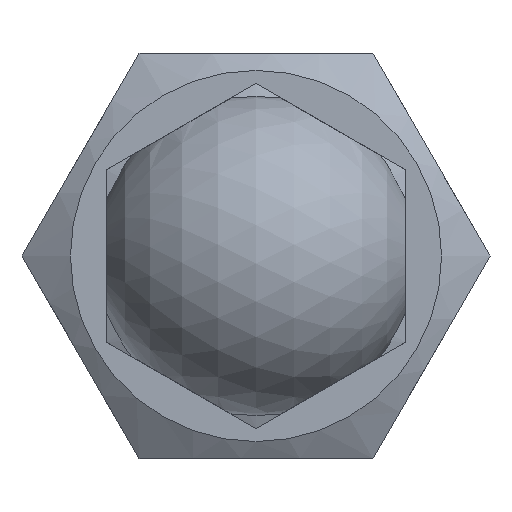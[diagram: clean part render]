
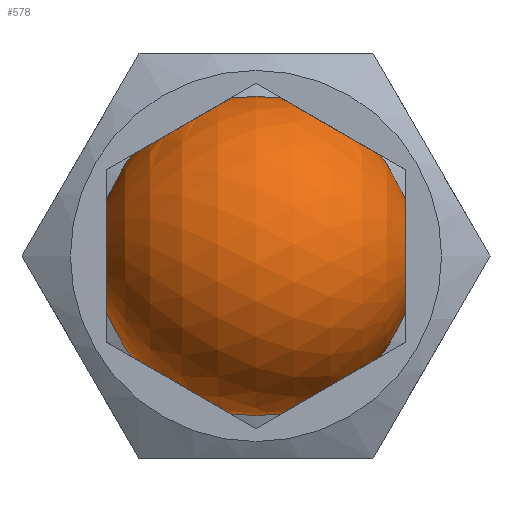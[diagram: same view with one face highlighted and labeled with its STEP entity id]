
A CAD part, front view. The second image highlights one B-rep face of the part: STEP entity #578.
In plain terms, the highlighted spherical face has radius 7.5 mm.
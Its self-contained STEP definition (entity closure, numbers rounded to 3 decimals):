
#134=SPHERICAL_SURFACE('',#623,7.5);
#136=FACE_BOUND('',#225,.T.);
#137=FACE_BOUND('',#226,.T.);
#138=FACE_BOUND('',#227,.T.);
#139=FACE_BOUND('',#228,.T.);
#140=FACE_BOUND('',#229,.T.);
#141=FACE_BOUND('',#230,.T.);
#157=CIRCLE('',#624,2.693);
#158=CIRCLE('',#625,6.);
#159=CIRCLE('',#626,2.693);
#160=CIRCLE('',#627,2.693);
#161=CIRCLE('',#628,2.693);
#162=CIRCLE('',#629,2.693);
#163=CIRCLE('',#630,2.693);
#182=FACE_OUTER_BOUND('',#224,.T.);
#224=EDGE_LOOP('',(#425));
#225=EDGE_LOOP('',(#426));
#226=EDGE_LOOP('',(#427));
#227=EDGE_LOOP('',(#428));
#228=EDGE_LOOP('',(#429));
#229=EDGE_LOOP('',(#430));
#230=EDGE_LOOP('',(#431));
#289=VERTEX_POINT('',#1028);
#290=VERTEX_POINT('',#1030);
#291=VERTEX_POINT('',#1032);
#292=VERTEX_POINT('',#1034);
#293=VERTEX_POINT('',#1036);
#294=VERTEX_POINT('',#1038);
#295=VERTEX_POINT('',#1040);
#348=EDGE_CURVE('',#289,#289,#157,.T.);
#349=EDGE_CURVE('',#290,#290,#158,.T.);
#350=EDGE_CURVE('',#291,#291,#159,.T.);
#351=EDGE_CURVE('',#292,#292,#160,.T.);
#352=EDGE_CURVE('',#293,#293,#161,.T.);
#353=EDGE_CURVE('',#294,#294,#162,.T.);
#354=EDGE_CURVE('',#295,#295,#163,.T.);
#425=ORIENTED_EDGE('',*,*,#348,.T.);
#426=ORIENTED_EDGE('',*,*,#349,.F.);
#427=ORIENTED_EDGE('',*,*,#350,.T.);
#428=ORIENTED_EDGE('',*,*,#351,.T.);
#429=ORIENTED_EDGE('',*,*,#352,.T.);
#430=ORIENTED_EDGE('',*,*,#353,.T.);
#431=ORIENTED_EDGE('',*,*,#354,.T.);
#578=ADVANCED_FACE('',(#182,#136,#137,#138,#139,#140,#141),#134,.T.);
#623=AXIS2_PLACEMENT_3D('',#1027,#697,#698);
#624=AXIS2_PLACEMENT_3D('',#1029,#699,#700);
#625=AXIS2_PLACEMENT_3D('',#1031,#701,#702);
#626=AXIS2_PLACEMENT_3D('',#1033,#703,#704);
#627=AXIS2_PLACEMENT_3D('',#1035,#705,#706);
#628=AXIS2_PLACEMENT_3D('',#1037,#707,#708);
#629=AXIS2_PLACEMENT_3D('',#1039,#709,#710);
#630=AXIS2_PLACEMENT_3D('',#1041,#711,#712);
#697=DIRECTION('center_axis',(1.,0.,0.));
#698=DIRECTION('ref_axis',(0.,-1.,0.));
#699=DIRECTION('center_axis',(1.,0.,0.));
#700=DIRECTION('ref_axis',(0.,0.,-1.));
#701=DIRECTION('center_axis',(0.,1.,0.));
#702=DIRECTION('ref_axis',(-1.,0.,0.));
#703=DIRECTION('center_axis',(-0.5,0.,-0.866));
#704=DIRECTION('ref_axis',(0.,1.,0.));
#705=DIRECTION('center_axis',(0.5,0.,-0.866));
#706=DIRECTION('ref_axis',(0.,1.,0.));
#707=DIRECTION('center_axis',(-1.,0.,0.));
#708=DIRECTION('ref_axis',(0.,0.,1.));
#709=DIRECTION('center_axis',(0.5,0.,0.866));
#710=DIRECTION('ref_axis',(0.,-1.,0.));
#711=DIRECTION('center_axis',(-0.5,0.,0.866));
#712=DIRECTION('ref_axis',(0.,-1.,0.));
#1027=CARTESIAN_POINT('Origin',(0.,-14.5,0.));
#1028=CARTESIAN_POINT('',(-7.,-15.021,-2.642));
#1029=CARTESIAN_POINT('Origin',(-7.,-14.5,0.));
#1030=CARTESIAN_POINT('',(-6.,-10.,0.));
#1031=CARTESIAN_POINT('Origin',(0.,-10.,0.));
#1032=CARTESIAN_POINT('',(5.832,-14.5,4.716));
#1033=CARTESIAN_POINT('Origin',(3.5,-14.5,6.062));
#1034=CARTESIAN_POINT('',(-1.168,-14.5,7.408));
#1035=CARTESIAN_POINT('Origin',(-3.5,-14.5,6.062));
#1036=CARTESIAN_POINT('',(7.,-13.979,2.642));
#1037=CARTESIAN_POINT('Origin',(7.,-14.5,0.));
#1038=CARTESIAN_POINT('',(-5.832,-14.5,-4.716));
#1039=CARTESIAN_POINT('Origin',(-3.5,-14.5,-6.062));
#1040=CARTESIAN_POINT('',(1.168,-14.5,-7.408));
#1041=CARTESIAN_POINT('Origin',(3.5,-14.5,-6.062));
